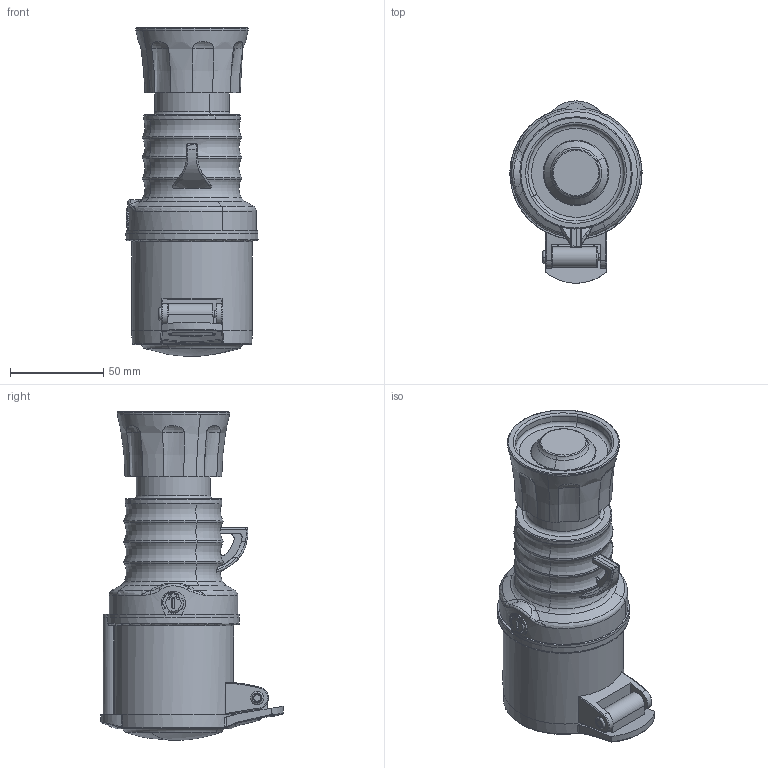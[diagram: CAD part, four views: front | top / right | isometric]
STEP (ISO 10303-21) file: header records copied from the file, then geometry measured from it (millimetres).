
FILE_DESCRIPTION((''),'2;1');
FILE_NAME('GW62015H_SW0001','2020-05-21T21:35:34',('user'),('Technoprobe spa'),'CREO PARAMETRIC BY PTC INC, 2019471','CREO PARAMETRIC BY PTC INC, 2019471','');
FILE_SCHEMA(('CONFIG_CONTROL_DESIGN'));
Length unit declared in the file: millimetre
Products named in the file (1): GW62015H_SW0001
Bounding box: 70.94 x 97.98 x 176.37 mm (x, y, z)
Volume: 470585.2 mm3; surface area: 47445.9 mm2
Topology: 1 solids, 1 shells, 372 faces, 960 edges, 591 vertices
Faces by surface type: bspline 98, plane 84, cylinder 78, torus 64, cone 40, sphere 8
Entity records: 18423 total; most frequent: CARTESIAN_POINT 10196, ORIENTED_EDGE 1904, DIRECTION 1437, EDGE_CURVE 952, AXIS2_PLACEMENT_3D 608, VERTEX_POINT 591, B_SPLINE_CURVE_WITH_KNOTS 397, EDGE_LOOP 389
